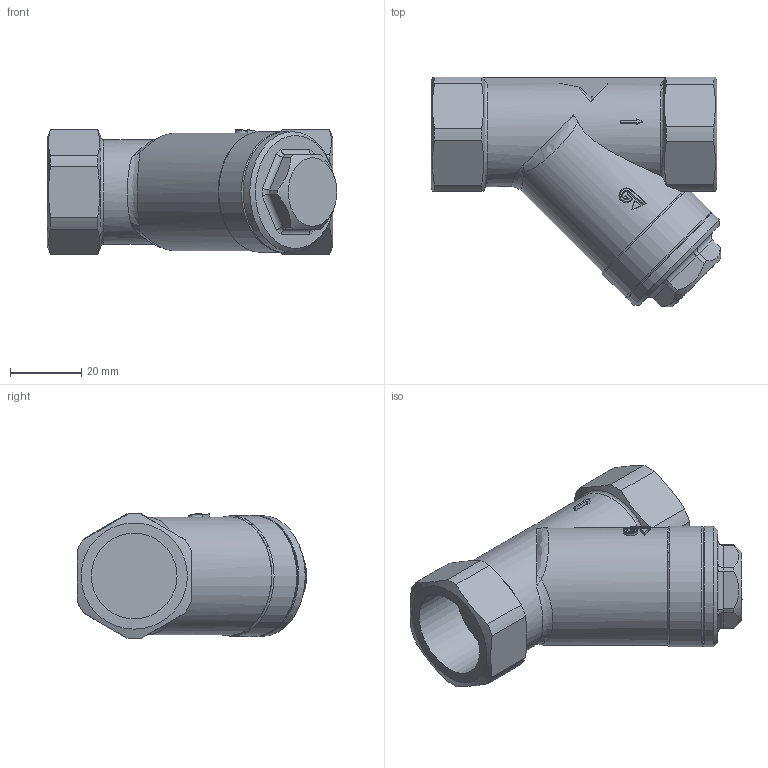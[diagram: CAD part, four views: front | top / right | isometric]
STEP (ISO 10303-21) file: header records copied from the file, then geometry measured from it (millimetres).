
FILE_DESCRIPTION((''),'2;1');
FILE_NAME('246005.stp','2014-10-15T17:00:50',('M.CANAL'),(''),'Autodesk Inventor 2013','Autodesk Inventor 2013','');
FILE_SCHEMA(('AUTOMOTIVE_DESIGN { 1 0 10303 214 1 1 1 1 }'));
Length unit declared in the file: millimetre
Products named in the file (3): 246005; body05; cap05
Assembly tree (2 placements, depth 2):
  246005
    body05
    cap05
Bounding box: 81.11 x 64.36 x 34.98 mm (x, y, z)
Volume: 49616.4 mm3; surface area: 22152.8 mm2
Topology: 2 solids, 2 shells, 132 faces, 349 edges, 224 vertices
Faces by surface type: plane 41, cylinder 36, bspline 35, torus 11, cone 9
Full cylindrical faces by diameter (mm): 24 x2, 27 x1, 33.8 x2
Entity records: 9916 total; most frequent: CARTESIAN_POINT 6985, ORIENTED_EDGE 652, DIRECTION 494, EDGE_CURVE 326, VERTEX_POINT 216, AXIS2_PLACEMENT_3D 197, EDGE_LOOP 150, FACE_OUTER_BOUND 132
